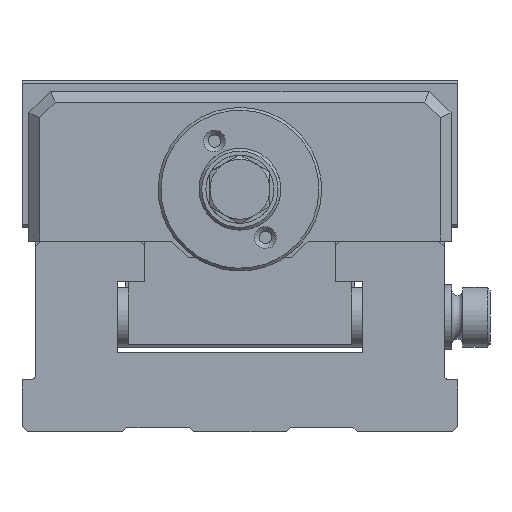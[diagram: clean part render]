
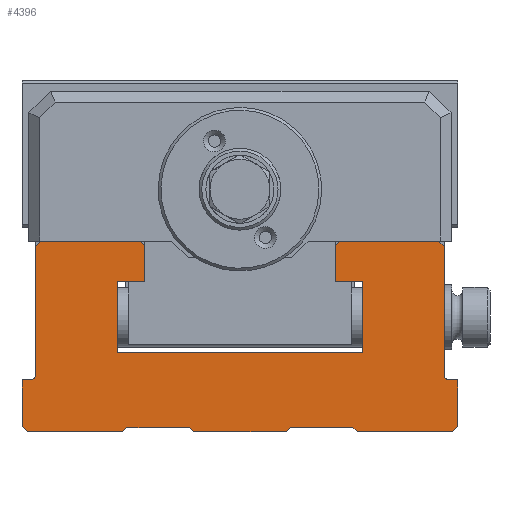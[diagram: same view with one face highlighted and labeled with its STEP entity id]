
A CAD part, front view. The second image highlights one B-rep face of the part: STEP entity #4396.
In plain terms, the highlighted planar face has unit normal (0, -1, 0).
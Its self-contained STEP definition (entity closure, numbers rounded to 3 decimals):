
#4090=FACE_OUTER_BOUND('',#6159,.T.);
#4396=ADVANCED_FACE('',(#4090),#4937,.T.);
#4937=PLANE('',#12583);
#5270=CIRCLE('',#12581,2.);
#5271=CIRCLE('',#12582,2.);
#6159=EDGE_LOOP('',(#7003,#7004,#7005,#7006,#7007,#7008,#7009,#7010,#7011,
#7012,#7013,#7014,#7015,#7016,#7017,#7018,#7019,#7020,#7021,#7022,#7023,
#7024,#7025,#7026,#7027,#7028,#7029,#7030,#7031,#7032,#7033,#7034,#7035,
#7036));
#7003=ORIENTED_EDGE('',*,*,#10066,.F.);
#7004=ORIENTED_EDGE('',*,*,#10067,.F.);
#7005=ORIENTED_EDGE('',*,*,#10068,.F.);
#7006=ORIENTED_EDGE('',*,*,#10044,.T.);
#7007=ORIENTED_EDGE('',*,*,#10069,.T.);
#7008=ORIENTED_EDGE('',*,*,#10070,.T.);
#7009=ORIENTED_EDGE('',*,*,#10071,.F.);
#7010=ORIENTED_EDGE('',*,*,#10072,.T.);
#7011=ORIENTED_EDGE('',*,*,#10073,.F.);
#7012=ORIENTED_EDGE('',*,*,#10074,.T.);
#7013=ORIENTED_EDGE('',*,*,#10064,.T.);
#7014=ORIENTED_EDGE('',*,*,#10075,.T.);
#7015=ORIENTED_EDGE('',*,*,#10076,.F.);
#7016=ORIENTED_EDGE('',*,*,#10077,.T.);
#7017=ORIENTED_EDGE('',*,*,#10078,.F.);
#7018=ORIENTED_EDGE('',*,*,#10079,.F.);
#7019=ORIENTED_EDGE('',*,*,#10080,.F.);
#7020=ORIENTED_EDGE('',*,*,#10081,.F.);
#7021=ORIENTED_EDGE('',*,*,#10082,.F.);
#7022=ORIENTED_EDGE('',*,*,#10083,.T.);
#7023=ORIENTED_EDGE('',*,*,#10084,.F.);
#7024=ORIENTED_EDGE('',*,*,#10085,.T.);
#7025=ORIENTED_EDGE('',*,*,#10056,.T.);
#7026=ORIENTED_EDGE('',*,*,#10086,.T.);
#7027=ORIENTED_EDGE('',*,*,#10087,.F.);
#7028=ORIENTED_EDGE('',*,*,#10088,.T.);
#7029=ORIENTED_EDGE('',*,*,#10089,.F.);
#7030=ORIENTED_EDGE('',*,*,#10090,.F.);
#7031=ORIENTED_EDGE('',*,*,#10035,.T.);
#7032=ORIENTED_EDGE('',*,*,#10091,.T.);
#7033=ORIENTED_EDGE('',*,*,#10092,.F.);
#7034=ORIENTED_EDGE('',*,*,#10093,.F.);
#7035=ORIENTED_EDGE('',*,*,#10094,.F.);
#7036=ORIENTED_EDGE('',*,*,#10028,.T.);
#9189=VERTEX_POINT('',#15947);
#9190=VERTEX_POINT('',#15949);
#9196=VERTEX_POINT('',#15962);
#9197=VERTEX_POINT('',#15964);
#9199=VERTEX_POINT('',#15969);
#9205=VERTEX_POINT('',#15981);
#9217=VERTEX_POINT('',#16009);
#9218=VERTEX_POINT('',#16010);
#9225=VERTEX_POINT('',#16025);
#9226=VERTEX_POINT('',#16027);
#9227=VERTEX_POINT('',#16031);
#9228=VERTEX_POINT('',#16033);
#9229=VERTEX_POINT('',#16036);
#9230=VERTEX_POINT('',#16038);
#9231=VERTEX_POINT('',#16040);
#9232=VERTEX_POINT('',#16042);
#9233=VERTEX_POINT('',#16044);
#9234=VERTEX_POINT('',#16047);
#9235=VERTEX_POINT('',#16049);
#9236=VERTEX_POINT('',#16051);
#9237=VERTEX_POINT('',#16053);
#9238=VERTEX_POINT('',#16055);
#9239=VERTEX_POINT('',#16057);
#9240=VERTEX_POINT('',#16059);
#9241=VERTEX_POINT('',#16061);
#9242=VERTEX_POINT('',#16063);
#9243=VERTEX_POINT('',#16065);
#9244=VERTEX_POINT('',#16068);
#9245=VERTEX_POINT('',#16070);
#9246=VERTEX_POINT('',#16072);
#9247=VERTEX_POINT('',#16074);
#9248=VERTEX_POINT('',#16077);
#9249=VERTEX_POINT('',#16079);
#9250=VERTEX_POINT('',#16081);
#10028=EDGE_CURVE('',#9190,#9189,#11140,.T.);
#10035=EDGE_CURVE('',#9197,#9196,#11145,.T.);
#10044=EDGE_CURVE('',#9199,#9205,#11153,.T.);
#10056=EDGE_CURVE('',#9217,#9218,#11162,.T.);
#10064=EDGE_CURVE('',#9226,#9225,#11168,.T.);
#10066=EDGE_CURVE('',#9227,#9189,#11170,.T.);
#10067=EDGE_CURVE('',#9228,#9227,#11171,.T.);
#10068=EDGE_CURVE('',#9199,#9228,#11172,.T.);
#10069=EDGE_CURVE('',#9205,#9229,#11173,.T.);
#10070=EDGE_CURVE('',#9229,#9230,#11174,.T.);
#10071=EDGE_CURVE('',#9231,#9230,#11175,.T.);
#10072=EDGE_CURVE('',#9231,#9232,#5270,.T.);
#10073=EDGE_CURVE('',#9233,#9232,#11176,.T.);
#10074=EDGE_CURVE('',#9233,#9226,#11177,.T.);
#10075=EDGE_CURVE('',#9225,#9234,#11178,.T.);
#10076=EDGE_CURVE('',#9235,#9234,#11179,.T.);
#10077=EDGE_CURVE('',#9235,#9236,#11180,.T.);
#10078=EDGE_CURVE('',#9237,#9236,#11181,.T.);
#10079=EDGE_CURVE('',#9238,#9237,#11182,.T.);
#10080=EDGE_CURVE('',#9239,#9238,#11183,.T.);
#10081=EDGE_CURVE('',#9240,#9239,#11184,.T.);
#10082=EDGE_CURVE('',#9241,#9240,#11185,.T.);
#10083=EDGE_CURVE('',#9241,#9242,#11186,.T.);
#10084=EDGE_CURVE('',#9243,#9242,#11187,.T.);
#10085=EDGE_CURVE('',#9243,#9217,#11188,.T.);
#10086=EDGE_CURVE('',#9218,#9244,#11189,.T.);
#10087=EDGE_CURVE('',#9245,#9244,#11190,.T.);
#10088=EDGE_CURVE('',#9245,#9246,#5271,.T.);
#10089=EDGE_CURVE('',#9247,#9246,#11191,.T.);
#10090=EDGE_CURVE('',#9197,#9247,#11192,.T.);
#10091=EDGE_CURVE('',#9196,#9248,#11193,.T.);
#10092=EDGE_CURVE('',#9249,#9248,#11194,.T.);
#10093=EDGE_CURVE('',#9250,#9249,#11195,.T.);
#10094=EDGE_CURVE('',#9190,#9250,#11196,.T.);
#11140=LINE('',#15948,#11853);
#11145=LINE('',#15963,#11858);
#11153=LINE('',#15982,#11866);
#11162=LINE('',#16008,#11875);
#11168=LINE('',#16026,#11881);
#11170=LINE('',#16030,#11883);
#11171=LINE('',#16032,#11884);
#11172=LINE('',#16034,#11885);
#11173=LINE('',#16035,#11886);
#11174=LINE('',#16037,#11887);
#11175=LINE('',#16039,#11888);
#11176=LINE('',#16043,#11889);
#11177=LINE('',#16045,#11890);
#11178=LINE('',#16046,#11891);
#11179=LINE('',#16048,#11892);
#11180=LINE('',#16050,#11893);
#11181=LINE('',#16052,#11894);
#11182=LINE('',#16054,#11895);
#11183=LINE('',#16056,#11896);
#11184=LINE('',#16058,#11897);
#11185=LINE('',#16060,#11898);
#11186=LINE('',#16062,#11899);
#11187=LINE('',#16064,#11900);
#11188=LINE('',#16066,#11901);
#11189=LINE('',#16067,#11902);
#11190=LINE('',#16069,#11903);
#11191=LINE('',#16073,#11904);
#11192=LINE('',#16075,#11905);
#11193=LINE('',#16076,#11906);
#11194=LINE('',#16078,#11907);
#11195=LINE('',#16080,#11908);
#11196=LINE('',#16082,#11909);
#11853=VECTOR('',#13456,1.);
#11858=VECTOR('',#13467,1.);
#11866=VECTOR('',#13479,1.);
#11875=VECTOR('',#13500,1.);
#11881=VECTOR('',#13512,1.);
#11883=VECTOR('',#13516,1.);
#11884=VECTOR('',#13517,1.);
#11885=VECTOR('',#13518,1.);
#11886=VECTOR('',#13519,1.);
#11887=VECTOR('',#13520,1.);
#11888=VECTOR('',#13521,1.);
#11889=VECTOR('',#13524,1.);
#11890=VECTOR('',#13525,1.);
#11891=VECTOR('',#13526,1.);
#11892=VECTOR('',#13527,1.);
#11893=VECTOR('',#13528,1.);
#11894=VECTOR('',#13529,1.);
#11895=VECTOR('',#13530,1.);
#11896=VECTOR('',#13531,1.);
#11897=VECTOR('',#13532,1.);
#11898=VECTOR('',#13533,1.);
#11899=VECTOR('',#13534,1.);
#11900=VECTOR('',#13535,1.);
#11901=VECTOR('',#13536,1.);
#11902=VECTOR('',#13537,1.);
#11903=VECTOR('',#13538,1.);
#11904=VECTOR('',#13541,1.);
#11905=VECTOR('',#13542,1.);
#11906=VECTOR('',#13543,1.);
#11907=VECTOR('',#13544,1.);
#11908=VECTOR('',#13545,1.);
#11909=VECTOR('',#13546,1.);
#12581=AXIS2_PLACEMENT_3D('',#16041,#13522,#13523);
#12582=AXIS2_PLACEMENT_3D('',#16071,#13539,#13540);
#12583=AXIS2_PLACEMENT_3D('',#16083,#13547,#13548);
#13456=DIRECTION('',(1.,0.,0.));
#13467=DIRECTION('',(0.707,0.,-0.707));
#13479=DIRECTION('',(1.,0.,0.));
#13500=DIRECTION('',(-1.,0.,0.));
#13512=DIRECTION('',(-1.,0.,0.));
#13516=DIRECTION('',(-0.707,0.,-0.707));
#13517=DIRECTION('',(-1.,0.,0.));
#13518=DIRECTION('',(-0.707,0.,0.707));
#13519=DIRECTION('',(0.707,0.,0.707));
#13520=DIRECTION('',(0.,0.,1.));
#13521=DIRECTION('',(1.,0.,0.));
#13522=DIRECTION('',(0.,1.,0.));
#13523=DIRECTION('',(0.,0.,-1.));
#13524=DIRECTION('',(0.,0.,-1.));
#13525=DIRECTION('',(-0.707,0.,0.707));
#13526=DIRECTION('',(-0.707,0.,-0.707));
#13527=DIRECTION('',(0.,0.,1.));
#13528=DIRECTION('',(0.707,0.,-0.707));
#13529=DIRECTION('',(-1.,0.,0.));
#13530=DIRECTION('',(0.,0.,1.));
#13531=DIRECTION('',(1.,0.,0.));
#13532=DIRECTION('',(0.,0.,-1.));
#13533=DIRECTION('',(-1.,0.,0.));
#13534=DIRECTION('',(0.707,0.,0.707));
#13535=DIRECTION('',(0.,0.,-1.));
#13536=DIRECTION('',(-0.707,0.,0.707));
#13537=DIRECTION('',(-0.707,0.,-0.707));
#13538=DIRECTION('',(0.,0.,1.));
#13539=DIRECTION('',(0.,1.,0.));
#13540=DIRECTION('',(0.,0.,-1.));
#13541=DIRECTION('',(1.,0.,0.));
#13542=DIRECTION('',(0.,0.,1.));
#13543=DIRECTION('',(1.,0.,0.));
#13544=DIRECTION('',(-0.707,0.,-0.707));
#13545=DIRECTION('',(-1.,0.,0.));
#13546=DIRECTION('',(-0.707,0.,0.707));
#13547=DIRECTION('',(0.,-1.,0.));
#13548=DIRECTION('',(0.,0.,-1.));
#15947=CARTESIAN_POINT('',(97.,519.,55.5));
#15948=CARTESIAN_POINT('',(80.,519.,55.5));
#15949=CARTESIAN_POINT('',(63.,519.,55.5));
#15962=CARTESIAN_POINT('',(2.,519.,55.5));
#15963=CARTESIAN_POINT('',(41.25,519.,16.25));
#15964=CARTESIAN_POINT('',(0.,519.,57.5));
#15969=CARTESIAN_POINT('',(123.,519.,55.5));
#15981=CARTESIAN_POINT('',(158.,519.,55.5));
#15982=CARTESIAN_POINT('',(80.,519.,55.5));
#16008=CARTESIAN_POINT('',(80.,519.,125.5));
#16009=CARTESIAN_POINT('',(43.5,519.,125.5));
#16010=CARTESIAN_POINT('',(7.,519.,125.5));
#16025=CARTESIAN_POINT('',(116.5,519.,125.5));
#16026=CARTESIAN_POINT('',(80.,519.,125.5));
#16027=CARTESIAN_POINT('',(153.,519.,125.5));
#16030=CARTESIAN_POINT('',(88.25,519.,46.75));
#16031=CARTESIAN_POINT('',(98.5,519.,57.));
#16032=CARTESIAN_POINT('',(80.,519.,57.));
#16033=CARTESIAN_POINT('',(121.5,519.,57.));
#16034=CARTESIAN_POINT('',(101.75,519.,76.75));
#16035=CARTESIAN_POINT('',(118.75,519.,16.25));
#16036=CARTESIAN_POINT('',(160.,519.,57.5));
#16037=CARTESIAN_POINT('',(160.,519.,55.));
#16038=CARTESIAN_POINT('',(160.,519.,74.5));
#16039=CARTESIAN_POINT('',(80.,519.,74.5));
#16040=CARTESIAN_POINT('',(157.,519.,74.5));
#16041=CARTESIAN_POINT('',(157.,519.,76.5));
#16042=CARTESIAN_POINT('',(155.,519.,76.5));
#16043=CARTESIAN_POINT('',(155.,519.,55.));
#16044=CARTESIAN_POINT('',(155.,519.,123.5));
#16045=CARTESIAN_POINT('',(151.75,519.,126.75));
#16046=CARTESIAN_POINT('',(63.,519.,72.));
#16047=CARTESIAN_POINT('',(115.,519.,124.));
#16048=CARTESIAN_POINT('',(115.,519.,55.));
#16049=CARTESIAN_POINT('',(115.,519.,111.));
#16050=CARTESIAN_POINT('',(125.5,519.,100.5));
#16051=CARTESIAN_POINT('',(115.5,519.,110.5));
#16052=CARTESIAN_POINT('',(80.,519.,110.5));
#16053=CARTESIAN_POINT('',(125.,519.,110.5));
#16054=CARTESIAN_POINT('',(125.,519.,55.));
#16055=CARTESIAN_POINT('',(125.,519.,84.5));
#16056=CARTESIAN_POINT('',(80.,519.,84.5));
#16057=CARTESIAN_POINT('',(35.,519.,84.5));
#16058=CARTESIAN_POINT('',(35.,519.,55.));
#16059=CARTESIAN_POINT('',(35.,519.,110.5));
#16060=CARTESIAN_POINT('',(80.,519.,110.5));
#16061=CARTESIAN_POINT('',(44.5,519.,110.5));
#16062=CARTESIAN_POINT('',(34.5,519.,100.5));
#16063=CARTESIAN_POINT('',(45.,519.,111.));
#16064=CARTESIAN_POINT('',(45.,519.,55.));
#16065=CARTESIAN_POINT('',(45.,519.,124.));
#16066=CARTESIAN_POINT('',(97.,519.,72.));
#16067=CARTESIAN_POINT('',(8.25,519.,126.75));
#16068=CARTESIAN_POINT('',(5.,519.,123.5));
#16069=CARTESIAN_POINT('',(5.,519.,55.));
#16070=CARTESIAN_POINT('',(5.,519.,76.5));
#16071=CARTESIAN_POINT('',(3.,519.,76.5));
#16072=CARTESIAN_POINT('',(3.,519.,74.5));
#16073=CARTESIAN_POINT('',(80.,519.,74.5));
#16074=CARTESIAN_POINT('',(0.,519.,74.5));
#16075=CARTESIAN_POINT('',(0.,519.,55.));
#16076=CARTESIAN_POINT('',(80.,519.,55.5));
#16077=CARTESIAN_POINT('',(37.,519.,55.5));
#16078=CARTESIAN_POINT('',(58.25,519.,76.75));
#16079=CARTESIAN_POINT('',(38.5,519.,57.));
#16080=CARTESIAN_POINT('',(80.,519.,57.));
#16081=CARTESIAN_POINT('',(61.5,519.,57.));
#16082=CARTESIAN_POINT('',(71.75,519.,46.75));
#16083=CARTESIAN_POINT('',(80.,519.,55.));
